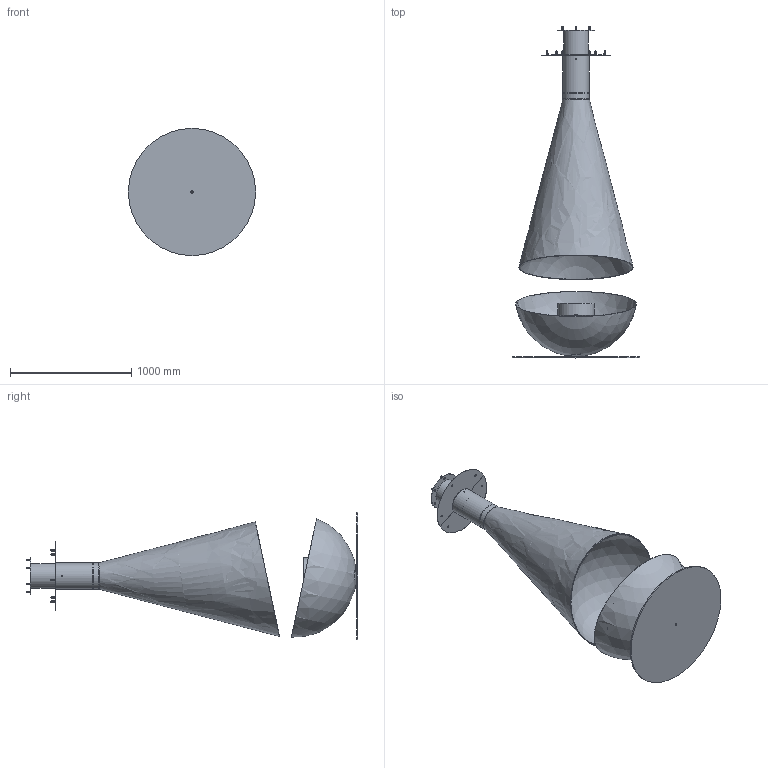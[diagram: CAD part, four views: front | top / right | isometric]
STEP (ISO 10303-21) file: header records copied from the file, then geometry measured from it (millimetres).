
FILE_DESCRIPTION (( 'STEP AP203' ), '1' );
FILE_NAME ('PJ00194-D-01.STEP', '2019-05-31T14:13:25', ( '' ), ( '' ), 'SwSTEP 2.0', 'SolidWorks 2019', '' );
FILE_SCHEMA (( 'CONFIG_CONTROL_DESIGN' ));
Products named in the file (1): PJ00194-D-01
Bounding box: 1050 x 2739.5 x 1050 mm (x, y, z)
Volume: 29931343.1 mm3; surface area: 16103734.1 mm2
Topology: 122 solids, 122 shells, 2609 faces, 6942 edges, 4572 vertices
Faces by surface type: plane 1477, bspline 591, cylinder 329, cone 135, torus 73, sphere 4
Full cylindrical faces by diameter (mm): 2 x4, 3.3 x3, 3.5 x12, 4 x22, 4.3 x3, 4.6 x6, 5 x6, 5.4 x6, 6 x7, 6.3 x1, 6.5 x9, 6.8 x1, 7 x10, 8 x15, 8.3 x6, 8.5 x1, 8.7 x6, 8.75 x3, 10 x9, 10.2 x2, 12 x3, 16 x6, 20 x9, 20.5 x1, 24.9 x3, 25 x1, 26 x1, 37 x1, 40 x1, 47 x3
Entity records: 110409 total; most frequent: CARTESIAN_POINT 51354, ORIENTED_EDGE 12962, DIRECTION 9740, EDGE_CURVE 6481, VERTEX_POINT 4494, AXIS2_PLACEMENT_3D 3736, EDGE_LOOP 3681, FACE_OUTER_BOUND 2870
